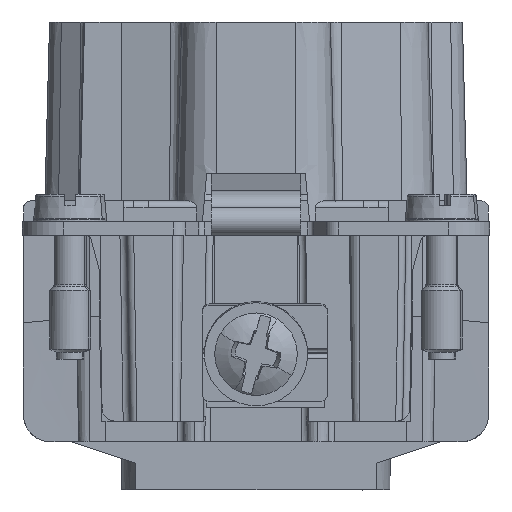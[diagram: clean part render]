
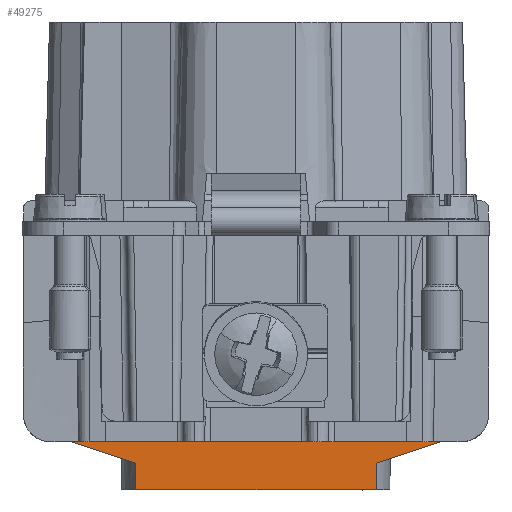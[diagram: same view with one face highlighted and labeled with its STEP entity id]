
A CAD part, front view. The second image highlights one B-rep face of the part: STEP entity #49275.
In plain terms, the highlighted planar face has unit normal (0, -1, 0).
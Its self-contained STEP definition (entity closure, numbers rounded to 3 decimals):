
#48712=AXIS2_PLACEMENT_3D('Circle Axis2P3D',#48710,#48711,$) ;
#49129=AXIS2_PLACEMENT_3D('Plane Axis2P3D',#49126,#49127,#49128) ;
#49156=AXIS2_PLACEMENT_3D('Circle Axis2P3D',#49154,#49155,$) ;
#49234=AXIS2_PLACEMENT_3D('Circle Axis2P3D',#49232,#49233,$) ;
#34711=CARTESIAN_POINT('Vertex',(3.778,15.3,4.5)) ;
#34731=CARTESIAN_POINT('Line Origine',(17.,15.3,4.5)) ;
#34735=CARTESIAN_POINT('Vertex',(30.222,15.3,4.5)) ;
#48445=CARTESIAN_POINT('Vertex',(32.35,15.3,13.6)) ;
#48448=CARTESIAN_POINT('Line Origine',(32.925,15.3,13.6)) ;
#48452=CARTESIAN_POINT('Vertex',(33.5,15.3,13.6)) ;
#48520=CARTESIAN_POINT('Vertex',(33.5,15.3,12.654)) ;
#48523=CARTESIAN_POINT('Line Origine',(33.425,15.3,12.654)) ;
#48527=CARTESIAN_POINT('Vertex',(33.35,15.3,12.654)) ;
#48690=CARTESIAN_POINT('Line Origine',(30.286,15.3,4.5)) ;
#48694=CARTESIAN_POINT('Vertex',(30.35,15.3,4.5)) ;
#48710=CARTESIAN_POINT('Axis2P3D Location',(30.35,15.3,6.5)) ;
#48714=CARTESIAN_POINT('Vertex',(32.35,15.3,6.5)) ;
#48729=CARTESIAN_POINT('Line Origine',(32.35,15.3,10.05)) ;
#49126=CARTESIAN_POINT('Axis2P3D Location',(25.728,15.3,4.5)) ;
#49131=CARTESIAN_POINT('Line Origine',(17.,15.3,0.)) ;
#49135=CARTESIAN_POINT('Vertex',(25.728,15.3,0.)) ;
#49137=CARTESIAN_POINT('Vertex',(8.272,15.3,0.)) ;
#49140=CARTESIAN_POINT('Line Origine',(25.728,15.3,0.971)) ;
#49144=CARTESIAN_POINT('Vertex',(25.728,15.3,1.942)) ;
#49147=CARTESIAN_POINT('Line Origine',(28.074,15.3,2.722)) ;
#49151=CARTESIAN_POINT('Vertex',(30.421,15.3,3.501)) ;
#49154=CARTESIAN_POINT('Axis2P3D Location',(30.35,15.3,6.5)) ;
#49158=CARTESIAN_POINT('Vertex',(33.35,15.3,6.5)) ;
#49161=CARTESIAN_POINT('Line Origine',(33.35,15.3,9.577)) ;
#49166=CARTESIAN_POINT('Line Origine',(33.5,15.3,13.127)) ;
#49171=CARTESIAN_POINT('Line Origine',(3.714,15.3,4.5)) ;
#49175=CARTESIAN_POINT('Vertex',(3.65,15.3,4.5)) ;
#49179=CARTESIAN_POINT('Control Point',(3.65,15.3,4.5)) ;
#49180=CARTESIAN_POINT('Control Point',(3.442,15.3,4.5)) ;
#49181=CARTESIAN_POINT('Control Point',(3.234,15.3,4.527)) ;
#49182=CARTESIAN_POINT('Control Point',(3.031,15.3,4.581)) ;
#49183=CARTESIAN_POINT('Control Point',(2.644,15.3,4.741)) ;
#49184=CARTESIAN_POINT('Control Point',(2.309,15.3,4.994)) ;
#49185=CARTESIAN_POINT('Control Point',(2.16,15.3,5.142)) ;
#49186=CARTESIAN_POINT('Control Point',(1.903,15.3,5.473)) ;
#49187=CARTESIAN_POINT('Control Point',(1.739,15.3,5.858)) ;
#49188=CARTESIAN_POINT('Control Point',(1.682,15.3,6.061)) ;
#49189=CARTESIAN_POINT('Control Point',(1.652,15.3,6.273)) ;
#49190=CARTESIAN_POINT('Control Point',(1.65,15.3,6.486)) ;
#49191=CARTESIAN_POINT('Control Point',(1.65,15.3,6.49)) ;
#49192=CARTESIAN_POINT('Control Point',(1.65,15.3,6.495)) ;
#49193=CARTESIAN_POINT('Control Point',(1.65,15.3,6.5)) ;
#49194=CARTESIAN_POINT('Vertex',(1.65,15.3,6.5)) ;
#49197=CARTESIAN_POINT('Line Origine',(1.65,15.3,10.05)) ;
#49201=CARTESIAN_POINT('Vertex',(1.65,15.3,13.6)) ;
#49204=CARTESIAN_POINT('Line Origine',(1.075,15.3,13.6)) ;
#49208=CARTESIAN_POINT('Vertex',(0.5,15.3,13.6)) ;
#49211=CARTESIAN_POINT('Line Origine',(0.5,15.3,13.127)) ;
#49215=CARTESIAN_POINT('Vertex',(0.5,15.3,12.654)) ;
#49218=CARTESIAN_POINT('Line Origine',(0.575,15.3,12.654)) ;
#49222=CARTESIAN_POINT('Vertex',(0.65,15.3,12.654)) ;
#49225=CARTESIAN_POINT('Line Origine',(0.65,15.3,9.577)) ;
#49229=CARTESIAN_POINT('Vertex',(0.65,15.3,6.5)) ;
#49232=CARTESIAN_POINT('Axis2P3D Location',(3.65,15.3,6.5)) ;
#49236=CARTESIAN_POINT('Vertex',(3.579,15.3,3.501)) ;
#49239=CARTESIAN_POINT('Line Origine',(5.926,15.3,2.722)) ;
#49243=CARTESIAN_POINT('Vertex',(8.272,15.3,1.942)) ;
#49246=CARTESIAN_POINT('Line Origine',(8.272,15.3,0.971)) ;
#34732=DIRECTION('Vector Direction',(-1.,0.,0.)) ;
#48449=DIRECTION('Vector Direction',(-1.,0.,0.)) ;
#48524=DIRECTION('Vector Direction',(-1.,0.,0.)) ;
#48691=DIRECTION('Vector Direction',(-1.,0.,0.)) ;
#48711=DIRECTION('Axis2P3D Direction',(0.,-1.,-0.)) ;
#48730=DIRECTION('Vector Direction',(0.,0.,-1.)) ;
#49127=DIRECTION('Axis2P3D Direction',(0.,-1.,0.)) ;
#49128=DIRECTION('Axis2P3D XDirection',(-1.,0.,0.)) ;
#49132=DIRECTION('Vector Direction',(-1.,0.,0.)) ;
#49141=DIRECTION('Vector Direction',(0.,0.,-1.)) ;
#49148=DIRECTION('Vector Direction',(0.949,0.,0.315)) ;
#49155=DIRECTION('Axis2P3D Direction',(0.,-1.,0.)) ;
#49162=DIRECTION('Vector Direction',(0.,0.,1.)) ;
#49167=DIRECTION('Vector Direction',(0.,0.,1.)) ;
#49172=DIRECTION('Vector Direction',(-1.,0.,0.)) ;
#49198=DIRECTION('Vector Direction',(0.,0.,-1.)) ;
#49205=DIRECTION('Vector Direction',(1.,0.,0.)) ;
#49212=DIRECTION('Vector Direction',(0.,0.,1.)) ;
#49219=DIRECTION('Vector Direction',(-1.,0.,0.)) ;
#49226=DIRECTION('Vector Direction',(0.,0.,1.)) ;
#49233=DIRECTION('Axis2P3D Direction',(0.,-1.,0.)) ;
#49240=DIRECTION('Vector Direction',(-0.949,0.,0.315)) ;
#49247=DIRECTION('Vector Direction',(0.,0.,-1.)) ;
#34733=VECTOR('Line Direction',#34732,1.) ;
#48450=VECTOR('Line Direction',#48449,1.) ;
#48525=VECTOR('Line Direction',#48524,1.) ;
#48692=VECTOR('Line Direction',#48691,1.) ;
#48731=VECTOR('Line Direction',#48730,1.) ;
#49133=VECTOR('Line Direction',#49132,1.) ;
#49142=VECTOR('Line Direction',#49141,1.) ;
#49149=VECTOR('Line Direction',#49148,1.) ;
#49163=VECTOR('Line Direction',#49162,1.) ;
#49168=VECTOR('Line Direction',#49167,1.) ;
#49173=VECTOR('Line Direction',#49172,1.) ;
#49199=VECTOR('Line Direction',#49198,1.) ;
#49206=VECTOR('Line Direction',#49205,1.) ;
#49213=VECTOR('Line Direction',#49212,1.) ;
#49220=VECTOR('Line Direction',#49219,1.) ;
#49227=VECTOR('Line Direction',#49226,1.) ;
#49241=VECTOR('Line Direction',#49240,1.) ;
#49248=VECTOR('Line Direction',#49247,1.) ;
#49252=ORIENTED_EDGE('',*,*,#49139,.F.) ;
#49253=ORIENTED_EDGE('',*,*,#49146,.F.) ;
#49254=ORIENTED_EDGE('',*,*,#49153,.F.) ;
#49255=ORIENTED_EDGE('',*,*,#49160,.T.) ;
#49256=ORIENTED_EDGE('',*,*,#49165,.T.) ;
#49257=ORIENTED_EDGE('',*,*,#48529,.T.) ;
#49258=ORIENTED_EDGE('',*,*,#49170,.T.) ;
#49259=ORIENTED_EDGE('',*,*,#48454,.T.) ;
#49260=ORIENTED_EDGE('',*,*,#48733,.T.) ;
#49261=ORIENTED_EDGE('',*,*,#48716,.T.) ;
#49262=ORIENTED_EDGE('',*,*,#48696,.F.) ;
#49263=ORIENTED_EDGE('',*,*,#34737,.T.) ;
#49264=ORIENTED_EDGE('',*,*,#49177,.T.) ;
#49265=ORIENTED_EDGE('',*,*,#49196,.F.) ;
#49266=ORIENTED_EDGE('',*,*,#49203,.F.) ;
#49267=ORIENTED_EDGE('',*,*,#49210,.F.) ;
#49268=ORIENTED_EDGE('',*,*,#49217,.F.) ;
#49269=ORIENTED_EDGE('',*,*,#49224,.F.) ;
#49270=ORIENTED_EDGE('',*,*,#49231,.F.) ;
#49271=ORIENTED_EDGE('',*,*,#49238,.F.) ;
#49272=ORIENTED_EDGE('',*,*,#49245,.T.) ;
#49273=ORIENTED_EDGE('',*,*,#49250,.T.) ;
#49275=ADVANCED_FACE('Hauptk\X2\00F6\X0\rper',(#49274),#49130,.T.) ;
#49178=B_SPLINE_CURVE_WITH_KNOTS('',5,(#49179,#49180,#49181,#49182,#49183,#49184,#49185,#49186,#49187,#49188,#49189,#49190,#49191,#49192,#49193),.UNSPECIFIED.,.F.,.U.,(6,3,3,3,6),(0.,1.47,2.939,4.409,4.443),.UNSPECIFIED.) ;
#48713=CIRCLE('generated circle',#48712,2.) ;
#49157=CIRCLE('generated circle',#49156,3.) ;
#49235=CIRCLE('generated circle',#49234,3.) ;
#34737=EDGE_CURVE('',#34736,#34712,#34734,.T.) ;
#48454=EDGE_CURVE('',#48453,#48446,#48451,.T.) ;
#48529=EDGE_CURVE('',#48528,#48521,#48526,.F.) ;
#48696=EDGE_CURVE('',#34736,#48695,#48693,.F.) ;
#48716=EDGE_CURVE('',#48715,#48695,#48713,.F.) ;
#48733=EDGE_CURVE('',#48446,#48715,#48732,.T.) ;
#49139=EDGE_CURVE('',#49136,#49138,#49134,.T.) ;
#49146=EDGE_CURVE('',#49145,#49136,#49143,.T.) ;
#49153=EDGE_CURVE('',#49152,#49145,#49150,.F.) ;
#49160=EDGE_CURVE('',#49152,#49159,#49157,.T.) ;
#49165=EDGE_CURVE('',#49159,#48528,#49164,.T.) ;
#49170=EDGE_CURVE('',#48521,#48453,#49169,.T.) ;
#49177=EDGE_CURVE('',#34712,#49176,#49174,.T.) ;
#49196=EDGE_CURVE('',#49195,#49176,#49178,.F.) ;
#49203=EDGE_CURVE('',#49202,#49195,#49200,.T.) ;
#49210=EDGE_CURVE('',#49209,#49202,#49207,.T.) ;
#49217=EDGE_CURVE('',#49216,#49209,#49214,.T.) ;
#49224=EDGE_CURVE('',#49223,#49216,#49221,.T.) ;
#49231=EDGE_CURVE('',#49230,#49223,#49228,.T.) ;
#49238=EDGE_CURVE('',#49237,#49230,#49235,.F.) ;
#49245=EDGE_CURVE('',#49237,#49244,#49242,.F.) ;
#49250=EDGE_CURVE('',#49244,#49138,#49249,.T.) ;
#49251=EDGE_LOOP('',(#49252,#49253,#49254,#49255,#49256,#49257,#49258,#49259,#49260,#49261,#49262,#49263,#49264,#49265,#49266,#49267,#49268,#49269,#49270,#49271,#49272,#49273)) ;
#49274=FACE_OUTER_BOUND('',#49251,.T.) ;
#34734=LINE('Line',#34731,#34733) ;
#48451=LINE('Line',#48448,#48450) ;
#48526=LINE('Line',#48523,#48525) ;
#48693=LINE('Line',#48690,#48692) ;
#48732=LINE('Line',#48729,#48731) ;
#49134=LINE('Line',#49131,#49133) ;
#49143=LINE('Line',#49140,#49142) ;
#49150=LINE('Line',#49147,#49149) ;
#49164=LINE('Line',#49161,#49163) ;
#49169=LINE('Line',#49166,#49168) ;
#49174=LINE('Line',#49171,#49173) ;
#49200=LINE('Line',#49197,#49199) ;
#49207=LINE('Line',#49204,#49206) ;
#49214=LINE('Line',#49211,#49213) ;
#49221=LINE('Line',#49218,#49220) ;
#49228=LINE('Line',#49225,#49227) ;
#49242=LINE('Line',#49239,#49241) ;
#49249=LINE('Line',#49246,#49248) ;
#49130=PLANE('',#49129) ;
#34712=VERTEX_POINT('',#34711) ;
#34736=VERTEX_POINT('',#34735) ;
#48446=VERTEX_POINT('',#48445) ;
#48453=VERTEX_POINT('',#48452) ;
#48521=VERTEX_POINT('',#48520) ;
#48528=VERTEX_POINT('',#48527) ;
#48695=VERTEX_POINT('',#48694) ;
#48715=VERTEX_POINT('',#48714) ;
#49136=VERTEX_POINT('',#49135) ;
#49138=VERTEX_POINT('',#49137) ;
#49145=VERTEX_POINT('',#49144) ;
#49152=VERTEX_POINT('',#49151) ;
#49159=VERTEX_POINT('',#49158) ;
#49176=VERTEX_POINT('',#49175) ;
#49195=VERTEX_POINT('',#49194) ;
#49202=VERTEX_POINT('',#49201) ;
#49209=VERTEX_POINT('',#49208) ;
#49216=VERTEX_POINT('',#49215) ;
#49223=VERTEX_POINT('',#49222) ;
#49230=VERTEX_POINT('',#49229) ;
#49237=VERTEX_POINT('',#49236) ;
#49244=VERTEX_POINT('',#49243) ;
